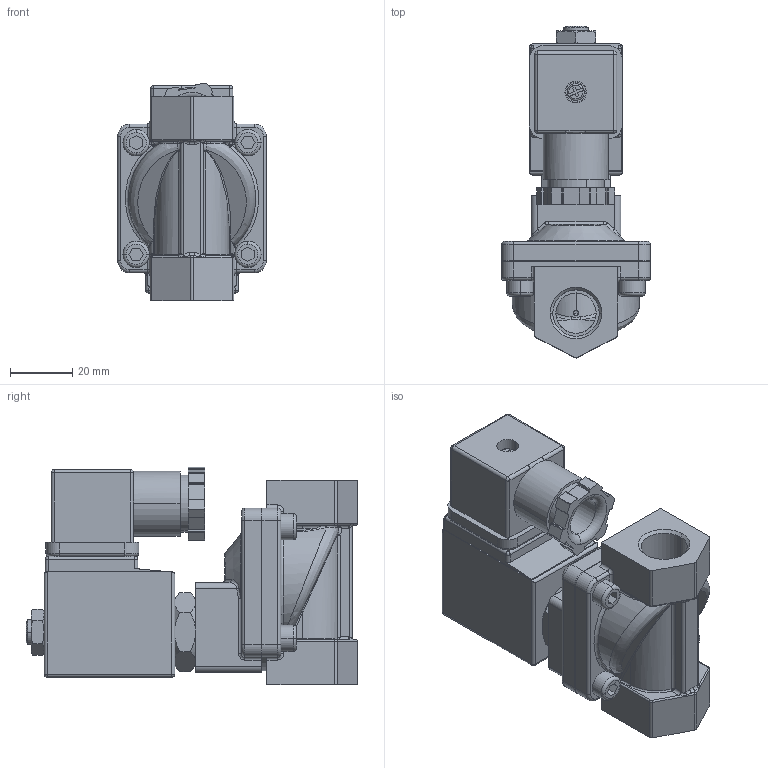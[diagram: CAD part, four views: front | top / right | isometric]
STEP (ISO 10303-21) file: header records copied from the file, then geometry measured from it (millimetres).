
FILE_DESCRIPTION (( 'STEP AP203' ), '1' );
FILE_NAME ('240 DN13 G38.STEP', '2017-01-23T09:43:36', ( '' ), ( '' ), 'SwSTEP 2.0', 'SolidWorks 2015', '' );
FILE_SCHEMA (( 'CONFIG_CONTROL_DESIGN' ));
Length unit declared in the file: millimetre
Products named in the file (21): ENG-008340; ENG-009197; ENG-008333; ENG-009207; ENG-008336; ENG-009203_G38 MEssing; ENG-009209; ENG-008338; ENG-009195; ENG-009210; ENG-008300; ENG-005199; ENG-007278; ENG-009198; ENG-008337; 240 DN13 G38; ENG-009199; ENG-008335; ENG-009200; ENG-009196; ENG-009201
Assembly tree (23 placements, depth 3):
  240 DN13 G38
    ENG-009203_G38 MEssing
    ENG-009197
      ENG-009195
      ENG-005199
      ENG-008337
      ENG-008335
      ENG-009196
      ENG-008340
      ENG-008333
      ENG-008336
      ENG-008338
      ENG-008300
      ENG-009198
      ENG-009199
      ENG-009200
      ENG-009201
    ENG-009207
    ENG-009209
    ENG-009210
    ENG-007278  x4
Bounding box: 48 x 106.97 x 70.19 mm (x, y, z)
Volume: 135009.6 mm3; surface area: 61549 mm2
Topology: 22 solids, 22 shells, 994 faces, 2399 edges, 1446 vertices
Faces by surface type: cylinder 369, plane 331, cone 119, torus 80, bspline 75, sphere 20
Entity records: 37422 total; most frequent: CARTESIAN_POINT 13668, DIRECTION 4577, ORIENTED_EDGE 4446, EDGE_CURVE 2223, AXIS2_PLACEMENT_3D 1770, VERTEX_POINT 1366, LINE 1037, VECTOR 1037
